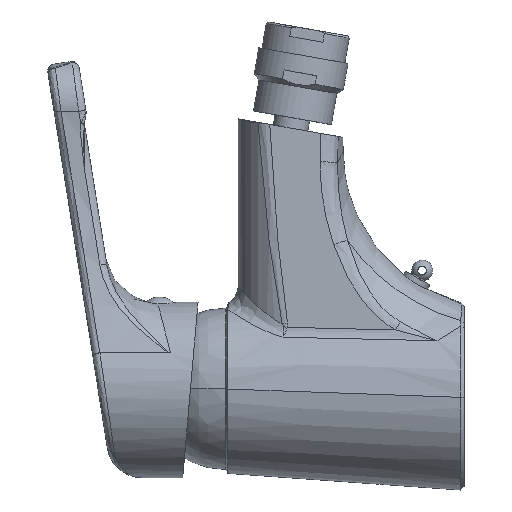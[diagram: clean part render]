
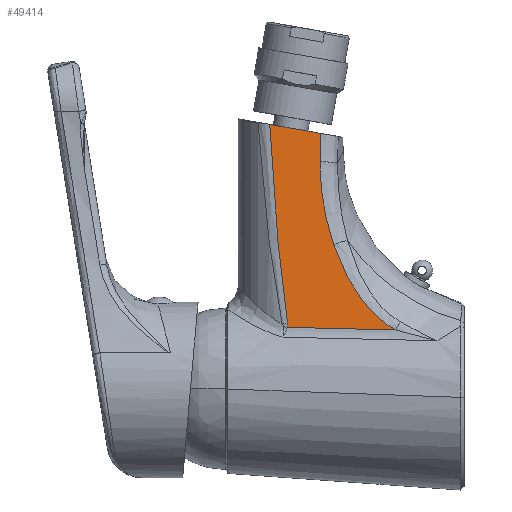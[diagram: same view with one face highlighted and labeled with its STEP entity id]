
A CAD part, left-side view. The second image highlights one B-rep face of the part: STEP entity #49414.
In plain terms, the highlighted planar face has unit normal (-0.998, 0.035, 0.052).
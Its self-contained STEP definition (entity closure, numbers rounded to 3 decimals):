
#6903=DIRECTION('',(-0.043,-0.984,-0.173));
#6904=VECTOR('',#6903,14.691);
#6905=CARTESIAN_POINT('',(-15.02,56.441,77.88));
#6906=LINE('',#6905,#6904);
#6907=CARTESIAN_POINT('',(-15.659,41.987,75.331));
#6908=CARTESIAN_POINT('',(-15.705,41.999,74.43));
#6909=CARTESIAN_POINT('',(-15.799,42.023,72.628));
#6910=CARTESIAN_POINT('',(-15.94,42.058,69.927));
#6911=CARTESIAN_POINT('',(-16.033,42.083,68.127));
#6912=CARTESIAN_POINT('',(-16.08,42.095,67.227));
#6914=CARTESIAN_POINT('',(-16.08,42.095,67.227));
#6915=CARTESIAN_POINT('',(-16.115,42.104,66.554));
#6916=CARTESIAN_POINT('',(-16.186,42.101,65.197));
#6917=CARTESIAN_POINT('',(-16.297,42.03,63.131));
#6918=CARTESIAN_POINT('',(-16.412,41.891,61.032));
#6919=CARTESIAN_POINT('',(-16.531,41.683,58.903));
#6920=CARTESIAN_POINT('',(-16.653,41.404,56.753));
#6921=CARTESIAN_POINT('',(-16.779,41.054,54.587));
#6922=CARTESIAN_POINT('',(-16.908,40.634,52.407));
#6923=CARTESIAN_POINT('',(-17.04,40.142,50.22));
#6924=CARTESIAN_POINT('',(-17.174,39.581,48.029));
#6925=CARTESIAN_POINT('',(-17.311,38.95,45.84));
#6926=CARTESIAN_POINT('',(-17.404,38.483,44.384));
#6927=CARTESIAN_POINT('',(-17.451,38.237,43.656));
#6929=CARTESIAN_POINT('',(-17.451,38.237,43.656));
#6930=CARTESIAN_POINT('',(-17.496,37.998,42.948));
#6931=CARTESIAN_POINT('',(-17.586,37.506,41.56));
#6932=CARTESIAN_POINT('',(-17.718,36.723,39.564));
#6933=CARTESIAN_POINT('',(-17.846,35.906,37.663));
#6934=CARTESIAN_POINT('',(-17.97,35.059,35.863));
#6935=CARTESIAN_POINT('',(-18.089,34.192,34.17));
#6936=CARTESIAN_POINT('',(-18.203,33.31,32.585));
#6937=CARTESIAN_POINT('',(-18.312,32.42,31.108));
#6938=CARTESIAN_POINT('',(-18.415,31.523,29.735));
#6939=CARTESIAN_POINT('',(-18.513,30.624,28.46));
#6940=CARTESIAN_POINT('',(-18.607,29.723,27.276));
#6941=CARTESIAN_POINT('',(-18.696,28.82,26.178));
#6942=CARTESIAN_POINT('',(-18.781,27.917,25.16));
#6943=CARTESIAN_POINT('',(-18.862,27.012,24.217));
#6944=CARTESIAN_POINT('',(-18.94,26.106,23.342));
#6945=CARTESIAN_POINT('',(-19.014,25.197,22.531));
#6946=CARTESIAN_POINT('',(-19.085,24.285,21.78));
#6947=CARTESIAN_POINT('',(-19.154,23.365,21.083));
#6948=CARTESIAN_POINT('',(-19.22,22.436,20.435));
#6949=CARTESIAN_POINT('',(-19.284,21.498,19.837));
#6950=CARTESIAN_POINT('',(-19.326,20.866,19.469));
#6951=CARTESIAN_POINT('',(-19.346,20.548,19.292));
#6953=CARTESIAN_POINT('',(-19.346,20.548,19.292));
#6954=CARTESIAN_POINT('',(-19.22,24.022,19.376));
#6955=CARTESIAN_POINT('',(-18.97,30.94,19.543));
#6956=CARTESIAN_POINT('',(-18.598,41.228,19.789));
#6957=CARTESIAN_POINT('',(-18.352,48.025,19.952));
#6958=CARTESIAN_POINT('',(-18.229,51.409,20.032));
#6960=CARTESIAN_POINT('',(-18.165,51.411,21.268));
#6961=CARTESIAN_POINT('',(-18.17,51.397,21.181));
#6962=CARTESIAN_POINT('',(-18.179,51.374,21.015));
#6963=CARTESIAN_POINT('',(-18.192,51.356,20.786));
#6964=CARTESIAN_POINT('',(-18.203,51.352,20.575));
#6965=CARTESIAN_POINT('',(-18.213,51.36,20.38));
#6966=CARTESIAN_POINT('',(-18.222,51.379,20.199));
#6967=CARTESIAN_POINT('',(-18.227,51.398,20.087));
#6968=CARTESIAN_POINT('',(-18.229,51.409,20.032));
#6970=CARTESIAN_POINT('',(-15.02,56.441,77.88));
#6971=CARTESIAN_POINT('',(-15.131,56.328,75.843));
#6972=CARTESIAN_POINT('',(-15.342,56.103,71.97));
#6973=CARTESIAN_POINT('',(-15.624,55.783,66.803));
#6974=CARTESIAN_POINT('',(-15.878,55.478,62.166));
#6975=CARTESIAN_POINT('',(-16.106,55.187,58.001));
#6976=CARTESIAN_POINT('',(-16.312,54.911,54.26));
#6977=CARTESIAN_POINT('',(-16.499,54.648,50.877));
#6978=CARTESIAN_POINT('',(-16.669,54.397,47.804));
#6979=CARTESIAN_POINT('',(-16.822,54.16,45.048));
#6980=CARTESIAN_POINT('',(-16.957,53.942,42.618));
#6981=CARTESIAN_POINT('',(-17.079,53.736,40.413));
#6982=CARTESIAN_POINT('',(-17.196,53.533,38.328));
#6983=CARTESIAN_POINT('',(-17.313,53.32,36.24));
#6984=CARTESIAN_POINT('',(-17.432,53.095,34.121));
#6985=CARTESIAN_POINT('',(-17.55,52.86,32.014));
#6986=CARTESIAN_POINT('',(-17.669,52.613,29.913));
#6987=CARTESIAN_POINT('',(-17.789,52.351,27.8));
#6988=CARTESIAN_POINT('',(-17.911,52.069,25.665));
#6989=CARTESIAN_POINT('',(-18.036,51.76,23.496));
#6990=CARTESIAN_POINT('',(-18.121,51.532,22.015));
#6991=CARTESIAN_POINT('',(-18.165,51.411,21.268));
#7624=CARTESIAN_POINT('',(-18.229,51.409,20.032));
#7638=CARTESIAN_POINT('',(-19.346,20.548,19.292));
#36371=VERTEX_POINT('',#7624);
#36372=VERTEX_POINT('',#6960);
#36374=VERTEX_POINT('',#7638);
#36378=VERTEX_POINT('',#6929);
#36380=VERTEX_POINT('',#6914);
#36768=CARTESIAN_POINT('',(-15.02,56.441,
77.88));
#36769=CARTESIAN_POINT('',(-15.659,41.987,
75.331));
#36770=VERTEX_POINT('',#36768);
#36771=VERTEX_POINT('',#36769);
#49395=CARTESIAN_POINT('',(-14.787,58.431,81.));
#49396=DIRECTION('',(-0.998,0.035,0.052));
#49397=DIRECTION('',(-0.035,-0.999,0.));
#49398=AXIS2_PLACEMENT_3D('',#49395,#49396,#49397);
#49399=PLANE('',#49398);
#49400=ORIENTED_EDGE('',*,*,#49001,.T.);
#49402=ORIENTED_EDGE('',*,*,#49401,.T.);
#49404=ORIENTED_EDGE('',*,*,#49403,.T.);
#49406=ORIENTED_EDGE('',*,*,#49405,.T.);
#49408=ORIENTED_EDGE('',*,*,#49407,.T.);
#49410=ORIENTED_EDGE('',*,*,#49409,.F.);
#49411=ORIENTED_EDGE('',*,*,#49378,.F.);
#49412=EDGE_LOOP('',(#49400,#49402,#49404,#49406,#49408,#49410,#49411));
#49413=FACE_OUTER_BOUND('',#49412,.F.);
#49414=ADVANCED_FACE('',(#49413),#49399,.T.);
#6913=B_SPLINE_CURVE_WITH_KNOTS('',3,(#6907,#6908,#6909,#6910,#6911,#6912),
.UNSPECIFIED.,.F.,.F.,(4,1,1,4),(0.,0.333,0.667,1.),
.UNSPECIFIED.);
#6928=B_SPLINE_CURVE_WITH_KNOTS('',3,(#6914,#6915,#6916,#6917,#6918,#6919,#6920,
#6921,#6922,#6923,#6924,#6925,#6926,#6927),.UNSPECIFIED.,.F.,.F.,(4,1,1,1,1,1,1,
1,1,1,1,4),(0.,0.091,0.182,0.273,
0.364,0.455,0.545,0.636,
0.727,0.818,0.909,1.),.UNSPECIFIED.);
#6952=B_SPLINE_CURVE_WITH_KNOTS('',3,(#6929,#6930,#6931,#6932,#6933,#6934,#6935,
#6936,#6937,#6938,#6939,#6940,#6941,#6942,#6943,#6944,#6945,#6946,#6947,#6948,
#6949,#6950,#6951),.UNSPECIFIED.,.F.,.F.,(4,1,1,1,1,1,1,1,1,1,1,1,1,1,1,1,1,1,1,
1,4),(0.,0.05,0.1,0.15,0.2,0.25,0.3,0.35,0.4,0.45,0.5,
0.55,0.6,0.65,0.7,0.75,0.8,0.85,0.9,0.95,1.),.UNSPECIFIED.);
#6959=B_SPLINE_CURVE_WITH_KNOTS('',3,(#6953,#6954,#6955,#6956,#6957,#6958),
.UNSPECIFIED.,.F.,.F.,(4,1,1,4),(0.,0.333,0.667,1.),
.UNSPECIFIED.);
#6969=B_SPLINE_CURVE_WITH_KNOTS('',3,(#6960,#6961,#6962,#6963,#6964,#6965,#6966,
#6967,#6968),.UNSPECIFIED.,.F.,.F.,(4,1,1,1,1,1,4),(0.,0.167,
0.333,0.5,0.667,0.833,1.),
.UNSPECIFIED.);
#6992=B_SPLINE_CURVE_WITH_KNOTS('',3,(#6970,#6971,#6972,#6973,#6974,#6975,#6976,
#6977,#6978,#6979,#6980,#6981,#6982,#6983,#6984,#6985,#6986,#6987,#6988,#6989,
#6990,#6991),.UNSPECIFIED.,.F.,.F.,(4,1,1,1,1,1,1,1,1,1,1,1,1,1,1,1,1,1,1,4),(
0.,0.053,0.105,0.158,0.211,
0.263,0.316,0.368,0.421,
0.474,0.526,0.579,0.632,
0.684,0.737,0.789,0.842,
0.895,0.947,1.),.UNSPECIFIED.);
#49001=EDGE_CURVE('',#36770,#36771,#6906,.T.);
#49378=EDGE_CURVE('',#36770,#36372,#6992,.T.);
#49401=EDGE_CURVE('',#36771,#36380,#6913,.T.);
#49403=EDGE_CURVE('',#36380,#36378,#6928,.T.);
#49405=EDGE_CURVE('',#36378,#36374,#6952,.T.);
#49407=EDGE_CURVE('',#36374,#36371,#6959,.T.);
#49409=EDGE_CURVE('',#36372,#36371,#6969,.T.);
